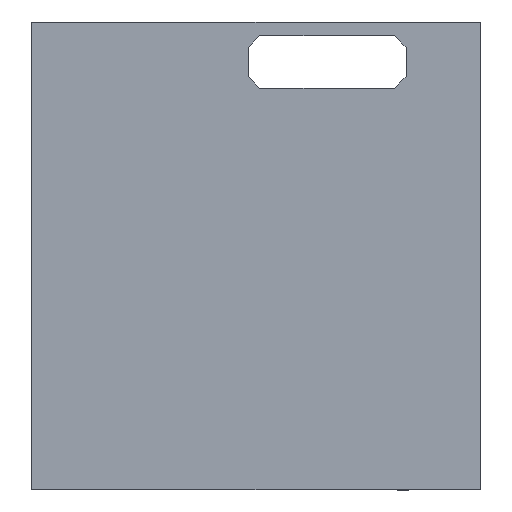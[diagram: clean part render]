
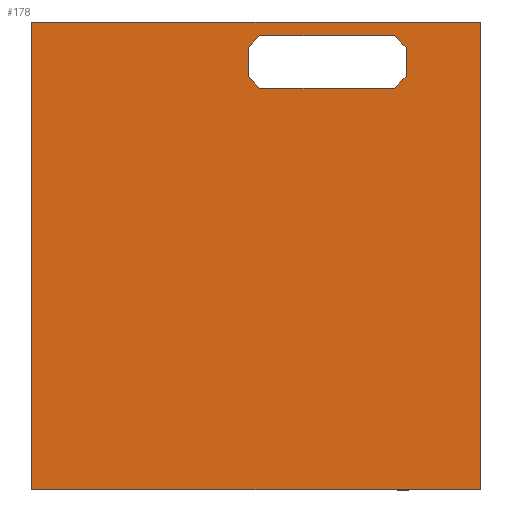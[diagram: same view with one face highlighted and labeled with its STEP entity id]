
A CAD part, front view. The second image highlights one B-rep face of the part: STEP entity #178.
In plain terms, the highlighted planar face has unit normal (0, -1, 0).
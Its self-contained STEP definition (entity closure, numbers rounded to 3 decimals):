
#22 = VERTEX_POINT('',#23);
#23 = CARTESIAN_POINT('',(153.25,-76.,168.));
#40 = VERTEX_POINT('',#41);
#41 = CARTESIAN_POINT('',(153.25,-76.,328.));
#47 = EDGE_CURVE('',#22,#40,#48,.T.);
#48 = LINE('',#49,#50);
#49 = CARTESIAN_POINT('',(153.25,-76.,168.));
#50 = VECTOR('',#51,1.);
#51 = DIRECTION('',(0.,0.,1.));
#61 = EDGE_CURVE('',#62,#22,#64,.T.);
#62 = VERTEX_POINT('',#63);
#63 = CARTESIAN_POINT('',(0.,-76.,168.));
#64 = LINE('',#65,#66);
#65 = CARTESIAN_POINT('',(0.,-76.,168.));
#66 = VECTOR('',#67,1.);
#67 = DIRECTION('',(1.,0.,0.));
#150 = VERTEX_POINT('',#151);
#151 = CARTESIAN_POINT('',(0.,-76.,328.));
#157 = EDGE_CURVE('',#40,#150,#158,.T.);
#158 = LINE('',#159,#160);
#159 = CARTESIAN_POINT('',(153.25,-76.,328.));
#160 = VECTOR('',#161,1.);
#161 = DIRECTION('',(-1.,0.,0.));
#178 = ADVANCED_FACE('',(#179,#190),#256,.F.);
#179 = FACE_BOUND('',#180,.F.);
#180 = EDGE_LOOP('',(#181,#182,#183,#189));
#181 = ORIENTED_EDGE('',*,*,#47,.F.);
#182 = ORIENTED_EDGE('',*,*,#61,.F.);
#183 = ORIENTED_EDGE('',*,*,#184,.F.);
#184 = EDGE_CURVE('',#150,#62,#185,.T.);
#185 = LINE('',#186,#187);
#186 = CARTESIAN_POINT('',(0.,-76.,328.));
#187 = VECTOR('',#188,1.);
#188 = DIRECTION('',(0.,0.,-1.));
#189 = ORIENTED_EDGE('',*,*,#157,.F.);
#190 = FACE_BOUND('',#191,.F.);
#191 = EDGE_LOOP('',(#192,#202,#210,#218,#226,#234,#242,#250));
#192 = ORIENTED_EDGE('',*,*,#193,.F.);
#193 = EDGE_CURVE('',#194,#196,#198,.T.);
#194 = VERTEX_POINT('',#195);
#195 = CARTESIAN_POINT('',(123.932,-76.,305.346));
#196 = VERTEX_POINT('',#197);
#197 = CARTESIAN_POINT('',(77.932,-76.,305.346));
#198 = LINE('',#199,#200);
#199 = CARTESIAN_POINT('',(100.278,-76.,305.346));
#200 = VECTOR('',#201,1.);
#201 = DIRECTION('',(-1.,0.,0.));
#202 = ORIENTED_EDGE('',*,*,#203,.T.);
#203 = EDGE_CURVE('',#194,#204,#206,.T.);
#204 = VERTEX_POINT('',#205);
#205 = CARTESIAN_POINT('',(127.932,-76.,309.346));
#206 = LINE('',#207,#208);
#207 = CARTESIAN_POINT('',(97.769,-76.,279.183));
#208 = VECTOR('',#209,1.);
#209 = DIRECTION('',(0.707,0.,0.707));
#210 = ORIENTED_EDGE('',*,*,#211,.F.);
#211 = EDGE_CURVE('',#212,#204,#214,.T.);
#212 = VERTEX_POINT('',#213);
#213 = CARTESIAN_POINT('',(127.932,-76.,319.346));
#214 = LINE('',#215,#216);
#215 = CARTESIAN_POINT('',(127.932,-76.,281.173));
#216 = VECTOR('',#217,1.);
#217 = DIRECTION('',(0.,0.,-1.));
#218 = ORIENTED_EDGE('',*,*,#219,.T.);
#219 = EDGE_CURVE('',#212,#220,#222,.T.);
#220 = VERTEX_POINT('',#221);
#221 = CARTESIAN_POINT('',(123.932,-76.,323.346));
#222 = LINE('',#223,#224);
#223 = CARTESIAN_POINT('',(132.942,-76.,314.336));
#224 = VECTOR('',#225,1.);
#225 = DIRECTION('',(-0.707,-0.,0.707));
#226 = ORIENTED_EDGE('',*,*,#227,.T.);
#227 = EDGE_CURVE('',#220,#228,#230,.T.);
#228 = VERTEX_POINT('',#229);
#229 = CARTESIAN_POINT('',(77.932,-76.,323.346));
#230 = LINE('',#231,#232);
#231 = CARTESIAN_POINT('',(100.278,-76.,323.346));
#232 = VECTOR('',#233,1.);
#233 = DIRECTION('',(-1.,0.,0.));
#234 = ORIENTED_EDGE('',*,*,#235,.T.);
#235 = EDGE_CURVE('',#228,#236,#238,.T.);
#236 = VERTEX_POINT('',#237);
#237 = CARTESIAN_POINT('',(73.932,-76.,319.346));
#238 = LINE('',#239,#240);
#239 = CARTESIAN_POINT('',(58.769,-76.,304.183));
#240 = VECTOR('',#241,1.);
#241 = DIRECTION('',(-0.707,0.,-0.707));
#242 = ORIENTED_EDGE('',*,*,#243,.F.);
#243 = EDGE_CURVE('',#244,#236,#246,.T.);
#244 = VERTEX_POINT('',#245);
#245 = CARTESIAN_POINT('',(73.932,-76.,309.346));
#246 = LINE('',#247,#248);
#247 = CARTESIAN_POINT('',(73.932,-76.,281.173));
#248 = VECTOR('',#249,1.);
#249 = DIRECTION('',(-0.,0.,1.));
#250 = ORIENTED_EDGE('',*,*,#251,.F.);
#251 = EDGE_CURVE('',#196,#244,#252,.T.);
#252 = LINE('',#253,#254);
#253 = CARTESIAN_POINT('',(91.942,-76.,291.336));
#254 = VECTOR('',#255,1.);
#255 = DIRECTION('',(-0.707,0.,0.707));
#256 = PLANE('',#257);
#257 = AXIS2_PLACEMENT_3D('',#258,#259,#260);
#258 = CARTESIAN_POINT('',(76.625,-76.,248.));
#259 = DIRECTION('',(0.,1.,0.));
#260 = DIRECTION('',(0.,0.,1.));
